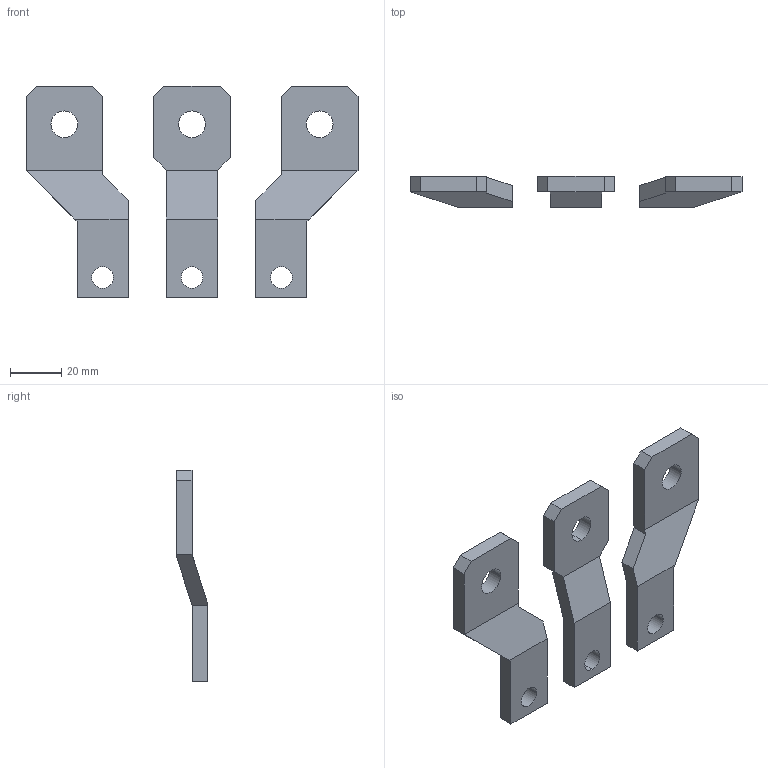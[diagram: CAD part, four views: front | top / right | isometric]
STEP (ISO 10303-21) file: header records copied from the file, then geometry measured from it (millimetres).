
FILE_DESCRIPTION(('CATIA V5 STEP Exchange'),'2;1');
FILE_NAME('1SDH001295R0631_1PA_001_00_XT4_3P_WITHDRAWABLE_ES_SUP.stp','2014-11-11T15:32:43+00:00',('none'),('none'),'CATIA Version 5 Release 20 SP 1 (IN-10)','CATIA V5 STEP AP214','none');
FILE_SCHEMA(('AUTOMOTIVE_DESIGN { 1 0 10303 214 1 1 1 1 }'));
Length unit declared in the file: millimetre
Products named in the file (1): 1SDH001295R0631_1PA_001_00_XT4_3P_WITHDRAWABLE_ES_SUP
Bounding box: 130 x 12 x 83 mm (x, y, z)
Volume: 34802 mm3; surface area: 16692.9 mm2
Topology: 3 solids, 3 shells, 60 faces, 156 edges, 102 vertices
Faces by surface type: plane 48, cylinder 12
Entity records: 1749 total; most frequent: ORIENTED_EDGE 312, CARTESIAN_POINT 299, DIRECTION 236, EDGE_CURVE 156, VECTOR 132, LINE 132, VERTEX_POINT 102, EDGE_LOOP 72
